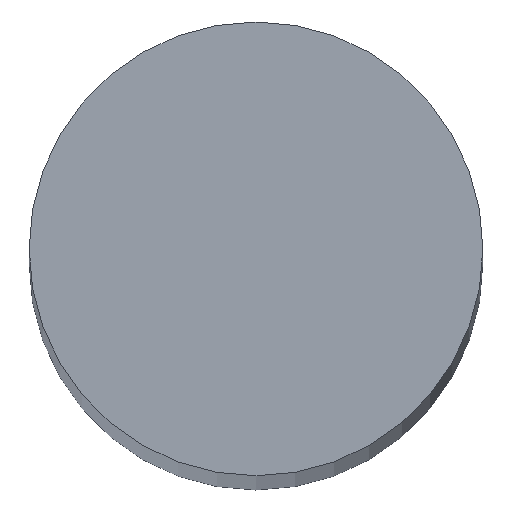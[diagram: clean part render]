
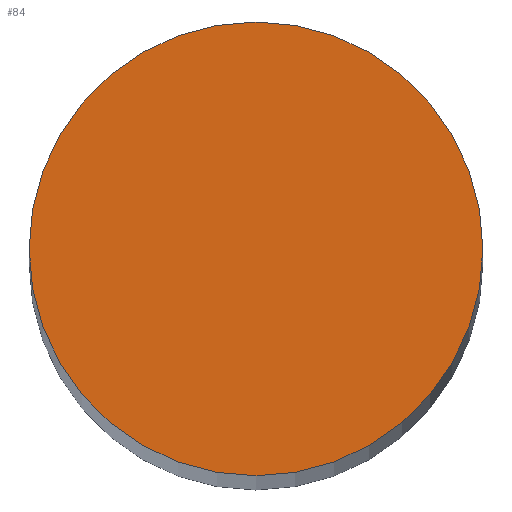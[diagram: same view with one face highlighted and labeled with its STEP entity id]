
A CAD part, top view. The second image highlights one B-rep face of the part: STEP entity #84.
In plain terms, the highlighted planar face has unit normal (0, 0, 1).
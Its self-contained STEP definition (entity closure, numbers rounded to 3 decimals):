
#12 = CARTESIAN_POINT ( 'NONE',  ( 0., 0., 72. ) ) ;
#13 = AXIS2_PLACEMENT_3D ( 'NONE', #12, #134, #69 ) ;
#21 = ORIENTED_EDGE ( 'NONE', *, *, #34, .T. ) ;
#22 = AXIS2_PLACEMENT_3D ( 'NONE', #48, #56, #38 ) ;
#34 = EDGE_CURVE ( 'NONE', #120, #77, #94, .T. ) ;
#37 = DIRECTION ( 'NONE',  ( 1., 0., 0. ) ) ;
#38 = DIRECTION ( 'NONE',  ( 1., 0., 0. ) ) ;
#42 = EDGE_CURVE ( 'NONE', #77, #120, #139, .T. ) ;
#44 = AXIS2_PLACEMENT_3D ( 'NONE', #93, #116, #37 ) ;
#48 = CARTESIAN_POINT ( 'NONE',  ( 0., 0., 72. ) ) ;
#50 = PLANE ( 'NONE',  #13 ) ;
#56 = DIRECTION ( 'NONE',  ( 0., 0., 1. ) ) ;
#65 = ORIENTED_EDGE ( 'NONE', *, *, #42, .T. ) ;
#68 = FACE_OUTER_BOUND ( 'NONE', #135, .T. ) ;
#69 = DIRECTION ( 'NONE',  ( 1., 0., 0. ) ) ;
#77 = VERTEX_POINT ( 'NONE', #95 ) ;
#79 = CARTESIAN_POINT ( 'NONE',  ( 2., 0., 72. ) ) ;
#84 = ADVANCED_FACE ( 'NONE', ( #68 ), #50, .T. ) ;
#93 = CARTESIAN_POINT ( 'NONE',  ( 0., 0., 72. ) ) ;
#94 = CIRCLE ( 'NONE', #22, 2. ) ;
#95 = CARTESIAN_POINT ( 'NONE',  ( -2., 0., 72. ) ) ;
#116 = DIRECTION ( 'NONE',  ( 0., 0., 1. ) ) ;
#120 = VERTEX_POINT ( 'NONE', #79 ) ;
#134 = DIRECTION ( 'NONE',  ( 0., 0., 1. ) ) ;
#135 = EDGE_LOOP ( 'NONE', ( #65, #21 ) ) ;
#139 = CIRCLE ( 'NONE', #44, 2. ) ;
